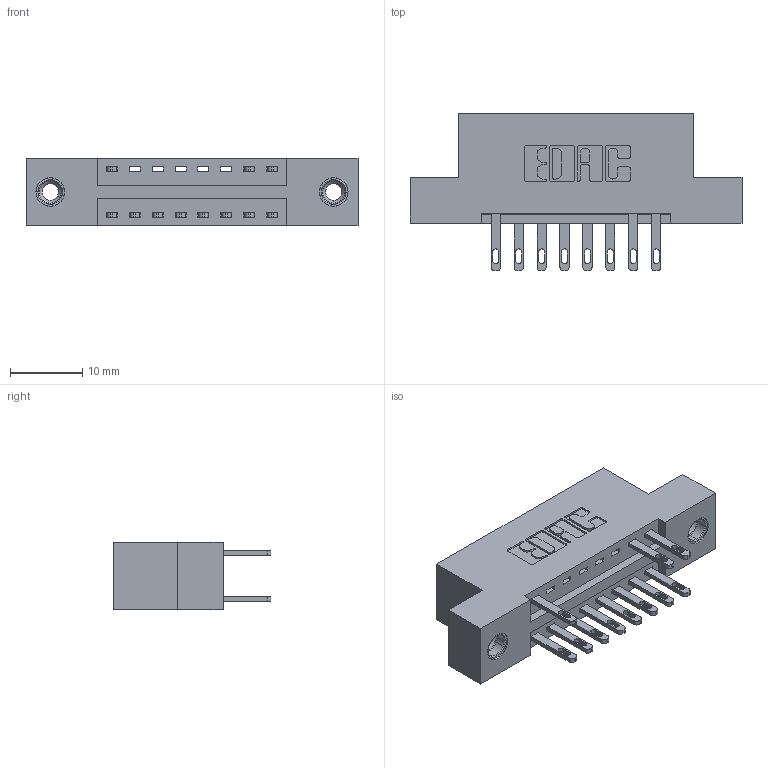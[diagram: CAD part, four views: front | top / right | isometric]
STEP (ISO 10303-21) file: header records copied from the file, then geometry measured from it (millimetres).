
FILE_DESCRIPTION (( 'STEP AP203' ), '1' );
FILE_NAME ('346-016-500-208.STEP', '2018-08-20T03:21:47', ( '' ), ( '' ), 'SwSTEP 2.0', 'SolidWorks 2016', '' );
FILE_SCHEMA (( 'CONFIG_CONTROL_DESIGN' ));
Length unit declared in the file: inch
Products named in the file (4): 345-292-001_345-293-100; 345-250-001_345-250-003-102; 346-016-500-208; 346 Part_Flush Mounting Lugs - 0.156 Dia-TI
Assembly tree (14 placements, depth 2):
  346-016-500-208
    346 Part_Flush Mounting Lugs - 0.156 Dia-TI
    345-292-001_345-293-100  x11
    345-250-001_345-250-003-102  x2
Bounding box: 45.97 x 21.84 x 9.4 mm (x, y, z)
Volume: 4201.1 mm3; surface area: 5115.9 mm2
Topology: 14 solids, 14 shells, 740 faces, 2187 edges, 1450 vertices
Faces by surface type: plane 452, cylinder 272, cone 12, torus 4
Entity records: 10754 total; most frequent: CARTESIAN_POINT 1822, ORIENTED_EDGE 1754, DIRECTION 1681, EDGE_CURVE 877, LINE 689, VECTOR 689, VERTEX_POINT 580, AXIS2_PLACEMENT_3D 496
